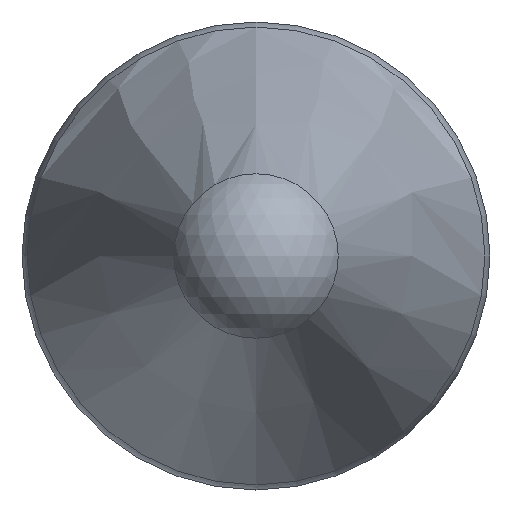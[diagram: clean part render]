
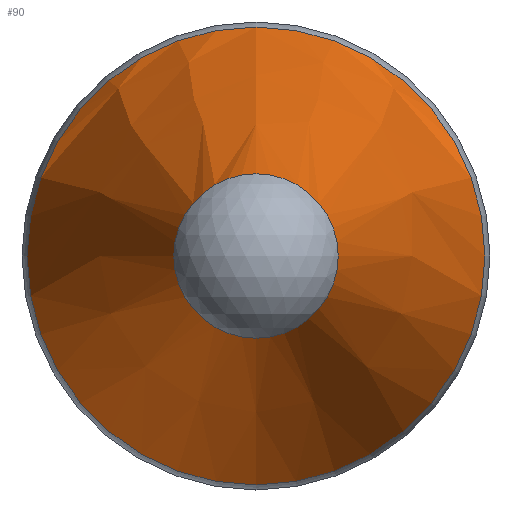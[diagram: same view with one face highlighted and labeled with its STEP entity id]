
A CAD part, front view. The second image highlights one B-rep face of the part: STEP entity #90.
In plain terms, the highlighted free-form (B-spline) face has degree [2, 2] with [3, 9] control points.
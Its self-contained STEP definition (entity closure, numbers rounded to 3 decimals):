
#16=(
BOUNDED_SURFACE()
B_SPLINE_SURFACE(2,2,((#168,#169,#170,#171,#172,#173,#174,#175,#176),(#177,
#178,#179,#180,#181,#182,#183,#184,#185),(#186,#187,#188,#189,#190,#191,
#192,#193,#194)),.UNSPECIFIED.,.F.,.T.,.F.)
B_SPLINE_SURFACE_WITH_KNOTS((3,3),(3,2,2,2,3),(0.342,0.356),
(-3.142,-1.571,0.,1.571,3.142),
 .UNSPECIFIED.)
GEOMETRIC_REPRESENTATION_ITEM()
RATIONAL_B_SPLINE_SURFACE(((1.,0.707,1.,0.707,1.,
0.707,1.,0.707,1.),(1.,0.707,
1.,0.707,1.,0.707,
1.,0.707,1.),(1.,0.707,
1.,0.707,1.,0.707,1.,0.707,1.)))
REPRESENTATION_ITEM('')
SURFACE()
);
#22=FACE_OUTER_BOUND('',#28,.T.);
#28=EDGE_LOOP('',(#77,#78,#79,#80));
#41=CIRCLE('',#114,7.827);
#43=CIRCLE('',#116,2.811);
#44=CIRCLE('',#117,999.998);
#49=VERTEX_POINT('',#165);
#50=VERTEX_POINT('',#195);
#58=EDGE_CURVE('',#49,#49,#41,.T.);
#60=EDGE_CURVE('',#50,#50,#43,.T.);
#61=EDGE_CURVE('',#50,#49,#44,.T.);
#77=ORIENTED_EDGE('',*,*,#60,.F.);
#78=ORIENTED_EDGE('',*,*,#61,.T.);
#79=ORIENTED_EDGE('',*,*,#58,.T.);
#80=ORIENTED_EDGE('',*,*,#61,.F.);
#90=ADVANCED_FACE('',(#22),#16,.F.);
#114=AXIS2_PLACEMENT_3D('',#166,#138,#139);
#116=AXIS2_PLACEMENT_3D('',#196,#142,#143);
#117=AXIS2_PLACEMENT_3D('',#197,#144,#145);
#138=DIRECTION('center_axis',(0.,-1.,0.));
#139=DIRECTION('ref_axis',(1.,0.,0.));
#142=DIRECTION('center_axis',(0.,-1.,0.));
#143=DIRECTION('ref_axis',(1.,0.,0.));
#144=DIRECTION('center_axis',(-1.,0.,0.));
#145=DIRECTION('ref_axis',(0.,0.,1.));
#165=CARTESIAN_POINT('',(0.,15.732,7.827));
#166=CARTESIAN_POINT('Origin',(0.,15.732,0.));
#168=CARTESIAN_POINT('Ctrl Pts',(0.,15.732,
7.827));
#169=CARTESIAN_POINT('Ctrl Pts',(-7.827,15.732,7.827));
#170=CARTESIAN_POINT('Ctrl Pts',(-7.827,15.732,0.));
#171=CARTESIAN_POINT('Ctrl Pts',(-7.827,15.732,-7.827));
#172=CARTESIAN_POINT('Ctrl Pts',(0.,15.732,
-7.827));
#173=CARTESIAN_POINT('Ctrl Pts',(7.827,15.732,-7.827));
#174=CARTESIAN_POINT('Ctrl Pts',(7.827,15.732,0.));
#175=CARTESIAN_POINT('Ctrl Pts',(7.827,15.732,7.827));
#176=CARTESIAN_POINT('Ctrl Pts',(0.,15.732,
7.827));
#177=CARTESIAN_POINT('Ctrl Pts',(0.,8.824,
5.37));
#178=CARTESIAN_POINT('Ctrl Pts',(-5.37,8.824,5.37));
#179=CARTESIAN_POINT('Ctrl Pts',(-5.37,8.824,0.));
#180=CARTESIAN_POINT('Ctrl Pts',(-5.37,8.824,-5.37));
#181=CARTESIAN_POINT('Ctrl Pts',(0.,8.824,
-5.37));
#182=CARTESIAN_POINT('Ctrl Pts',(5.37,8.824,-5.37));
#183=CARTESIAN_POINT('Ctrl Pts',(5.37,8.824,0.));
#184=CARTESIAN_POINT('Ctrl Pts',(5.37,8.824,5.37));
#185=CARTESIAN_POINT('Ctrl Pts',(0.,8.824,
5.37));
#186=CARTESIAN_POINT('Ctrl Pts',(0.,1.953,
2.811));
#187=CARTESIAN_POINT('Ctrl Pts',(-2.811,1.953,2.811));
#188=CARTESIAN_POINT('Ctrl Pts',(-2.811,1.953,0.));
#189=CARTESIAN_POINT('Ctrl Pts',(-2.811,1.953,-2.811));
#190=CARTESIAN_POINT('Ctrl Pts',(0.,1.953,
-2.811));
#191=CARTESIAN_POINT('Ctrl Pts',(2.811,1.953,-2.811));
#192=CARTESIAN_POINT('Ctrl Pts',(2.811,1.953,0.));
#193=CARTESIAN_POINT('Ctrl Pts',(2.811,1.953,2.811));
#194=CARTESIAN_POINT('Ctrl Pts',(0.,1.953,
2.811));
#195=CARTESIAN_POINT('',(0.,1.953,2.811));
#196=CARTESIAN_POINT('Origin',(0.,1.953,0.));
#197=CARTESIAN_POINT('Origin',(0.,350.853,-934.346));
